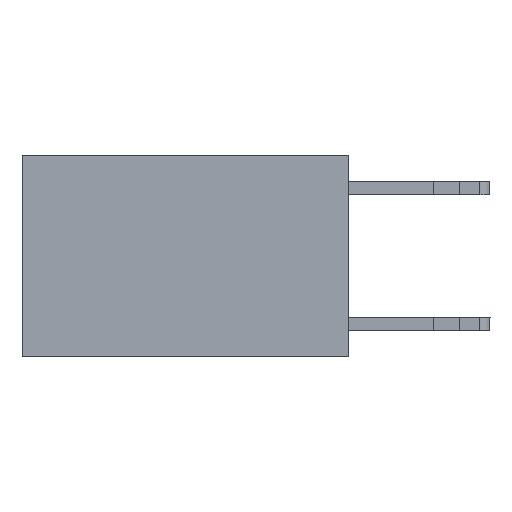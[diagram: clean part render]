
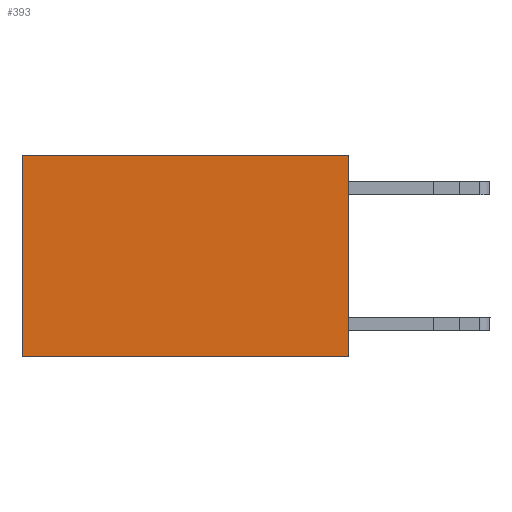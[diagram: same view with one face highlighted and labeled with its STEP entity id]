
A CAD part, left-side view. The second image highlights one B-rep face of the part: STEP entity #393.
In plain terms, the highlighted planar face has unit normal (-1, 0, 0).
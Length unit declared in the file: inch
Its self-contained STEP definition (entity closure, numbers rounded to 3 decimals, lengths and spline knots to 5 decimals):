
#393 = ADVANCED_FACE ( 'NONE', ( #19805 ), #7618, .F. ) ;
#1802 = VERTEX_POINT ( 'NONE', #12474 ) ;
#2821 = EDGE_CURVE ( 'NONE', #1802, #15762, #7781, .T. ) ;
#4619 = VECTOR ( 'NONE', #12808, 39.37008 ) ;
#5307 = EDGE_CURVE ( 'NONE', #21849, #1802, #15378, .T. ) ;
#5749 = LINE ( 'NONE', #9170, #10583 ) ;
#6408 = CARTESIAN_POINT ( 'NONE',  ( 0.2625, 0.6, 0. ) ) ;
#7618 = PLANE ( 'NONE',  #19756 ) ;
#7781 = LINE ( 'NONE', #6408, #22193 ) ;
#8500 = ORIENTED_EDGE ( 'NONE', *, *, #2821, .T. ) ;
#9170 = CARTESIAN_POINT ( 'NONE',  ( 0.2625, 0., 0. ) ) ;
#9202 = CARTESIAN_POINT ( 'NONE',  ( 0.2625, 0., 0. ) ) ;
#9425 = DIRECTION ( 'NONE',  ( 1., 0., 0. ) ) ;
#9698 = ORIENTED_EDGE ( 'NONE', *, *, #5307, .T. ) ;
#10171 = VERTEX_POINT ( 'NONE', #17338 ) ;
#10583 = VECTOR ( 'NONE', #12777, 39.37008 ) ;
#11720 = EDGE_CURVE ( 'NONE', #21849, #10171, #5749, .T. ) ;
#12474 = CARTESIAN_POINT ( 'NONE',  ( 0.2625, 0.6, 0. ) ) ;
#12777 = DIRECTION ( 'NONE',  ( 0., 0., -1. ) ) ;
#12808 = DIRECTION ( 'NONE',  ( 0., 1., 0. ) ) ;
#13311 = ORIENTED_EDGE ( 'NONE', *, *, #11720, .F. ) ;
#15378 = LINE ( 'NONE', #9202, #4619 ) ;
#15438 = DIRECTION ( 'NONE',  ( 0., 0., -1. ) ) ;
#15625 = CARTESIAN_POINT ( 'NONE',  ( 0.2625, 0., 0. ) ) ;
#15762 = VERTEX_POINT ( 'NONE', #17855 ) ;
#15835 = EDGE_CURVE ( 'NONE', #10171, #15762, #21006, .T. ) ;
#17338 = CARTESIAN_POINT ( 'NONE',  ( 0.2625, 0., -0.37 ) ) ;
#17855 = CARTESIAN_POINT ( 'NONE',  ( 0.2625, 0.6, -0.37 ) ) ;
#18022 = CARTESIAN_POINT ( 'NONE',  ( 0.2625, 0., -0.37 ) ) ;
#19756 = AXIS2_PLACEMENT_3D ( 'NONE', #20287, #9425, #22069 ) ;
#19770 = EDGE_LOOP ( 'NONE', ( #8500, #22511, #13311, #9698 ) ) ;
#19805 = FACE_OUTER_BOUND ( 'NONE', #19770, .T. ) ;
#19842 = DIRECTION ( 'NONE',  ( 0., 1., 0. ) ) ;
#20287 = CARTESIAN_POINT ( 'NONE',  ( 0.2625, 0., 0. ) ) ;
#20444 = VECTOR ( 'NONE', #19842, 39.37008 ) ;
#21006 = LINE ( 'NONE', #18022, #20444 ) ;
#21849 = VERTEX_POINT ( 'NONE', #15625 ) ;
#22069 = DIRECTION ( 'NONE',  ( 0., 0., -1. ) ) ;
#22193 = VECTOR ( 'NONE', #15438, 39.37008 ) ;
#22511 = ORIENTED_EDGE ( 'NONE', *, *, #15835, .F. ) ;
